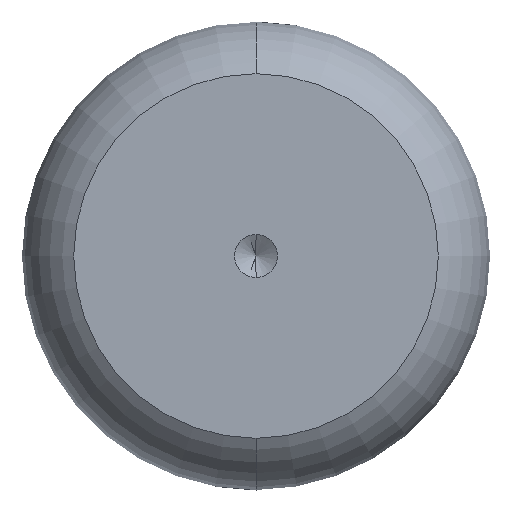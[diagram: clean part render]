
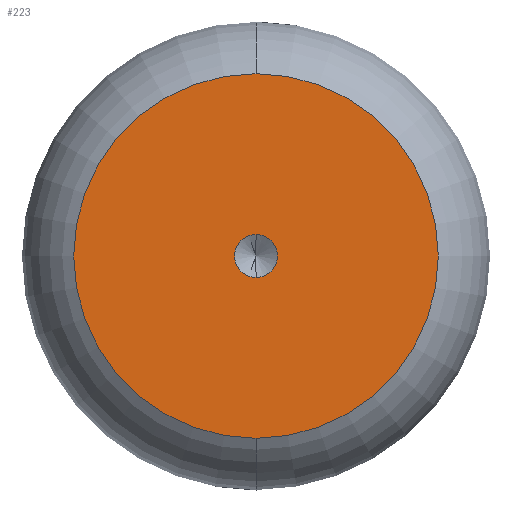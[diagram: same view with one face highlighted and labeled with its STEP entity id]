
A CAD part, front view. The second image highlights one B-rep face of the part: STEP entity #223.
In plain terms, the highlighted planar face has unit normal (0, -1, 0).
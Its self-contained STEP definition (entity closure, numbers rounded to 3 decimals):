
#8 = CARTESIAN_POINT ( 'NONE',  ( 0., 0., -14. ) ) ;
#36 = VERTEX_POINT ( 'NONE', #73 ) ;
#73 = CARTESIAN_POINT ( 'NONE',  ( 0., 0., 1.65 ) ) ;
#93 = CARTESIAN_POINT ( 'NONE',  ( 0., 0., 0. ) ) ;
#115 = DIRECTION ( 'NONE',  ( 0., 0., -1. ) ) ;
#119 = EDGE_LOOP ( 'NONE', ( #491, #147 ) ) ;
#136 = CIRCLE ( 'NONE', #574, 1.65 ) ;
#147 = ORIENTED_EDGE ( 'NONE', *, *, #604, .F. ) ;
#153 = DIRECTION ( 'NONE',  ( 0., 0., -1. ) ) ;
#199 = DIRECTION ( 'NONE',  ( 0., -1., 0. ) ) ;
#203 = CIRCLE ( 'NONE', #263, 14. ) ;
#208 = CIRCLE ( 'NONE', #529, 1.65 ) ;
#223 = ADVANCED_FACE ( 'NONE', ( #398, #511 ), #301, .T. ) ;
#263 = AXIS2_PLACEMENT_3D ( 'NONE', #359, #457, #413 ) ;
#295 = DIRECTION ( 'NONE',  ( 0., 0., -1. ) ) ;
#301 = PLANE ( 'NONE',  #530 ) ;
#322 = EDGE_CURVE ( 'NONE', #481, #36, #136, .T. ) ;
#339 = CARTESIAN_POINT ( 'NONE',  ( 0., 0., 14. ) ) ;
#353 = DIRECTION ( 'NONE',  ( 0., 0., -1. ) ) ;
#359 = CARTESIAN_POINT ( 'NONE',  ( 0., 0., 0. ) ) ;
#361 = CARTESIAN_POINT ( 'NONE',  ( 0., 0., 0. ) ) ;
#372 = EDGE_CURVE ( 'NONE', #428, #639, #657, .T. ) ;
#385 = ORIENTED_EDGE ( 'NONE', *, *, #405, .T. ) ;
#398 = FACE_BOUND ( 'NONE', #119, .T. ) ;
#405 = EDGE_CURVE ( 'NONE', #639, #428, #203, .T. ) ;
#413 = DIRECTION ( 'NONE',  ( 0., 0., -1. ) ) ;
#428 = VERTEX_POINT ( 'NONE', #339 ) ;
#443 = CARTESIAN_POINT ( 'NONE',  ( 0., 0., -1.65 ) ) ;
#457 = DIRECTION ( 'NONE',  ( 0., -1., 0. ) ) ;
#478 = DIRECTION ( 'NONE',  ( 0., -1., 0. ) ) ;
#481 = VERTEX_POINT ( 'NONE', #443 ) ;
#491 = ORIENTED_EDGE ( 'NONE', *, *, #322, .F. ) ;
#511 = FACE_OUTER_BOUND ( 'NONE', #512, .T. ) ;
#512 = EDGE_LOOP ( 'NONE', ( #385, #627 ) ) ;
#529 = AXIS2_PLACEMENT_3D ( 'NONE', #361, #478, #115 ) ;
#530 = AXIS2_PLACEMENT_3D ( 'NONE', #673, #618, #353 ) ;
#573 = CARTESIAN_POINT ( 'NONE',  ( 0., 0., 0. ) ) ;
#574 = AXIS2_PLACEMENT_3D ( 'NONE', #573, #199, #153 ) ;
#602 = AXIS2_PLACEMENT_3D ( 'NONE', #93, #672, #295 ) ;
#604 = EDGE_CURVE ( 'NONE', #36, #481, #208, .T. ) ;
#618 = DIRECTION ( 'NONE',  ( 0., -1., 0. ) ) ;
#627 = ORIENTED_EDGE ( 'NONE', *, *, #372, .T. ) ;
#639 = VERTEX_POINT ( 'NONE', #8 ) ;
#657 = CIRCLE ( 'NONE', #602, 14. ) ;
#672 = DIRECTION ( 'NONE',  ( 0., -1., 0. ) ) ;
#673 = CARTESIAN_POINT ( 'NONE',  ( 0., 0., 0. ) ) ;
